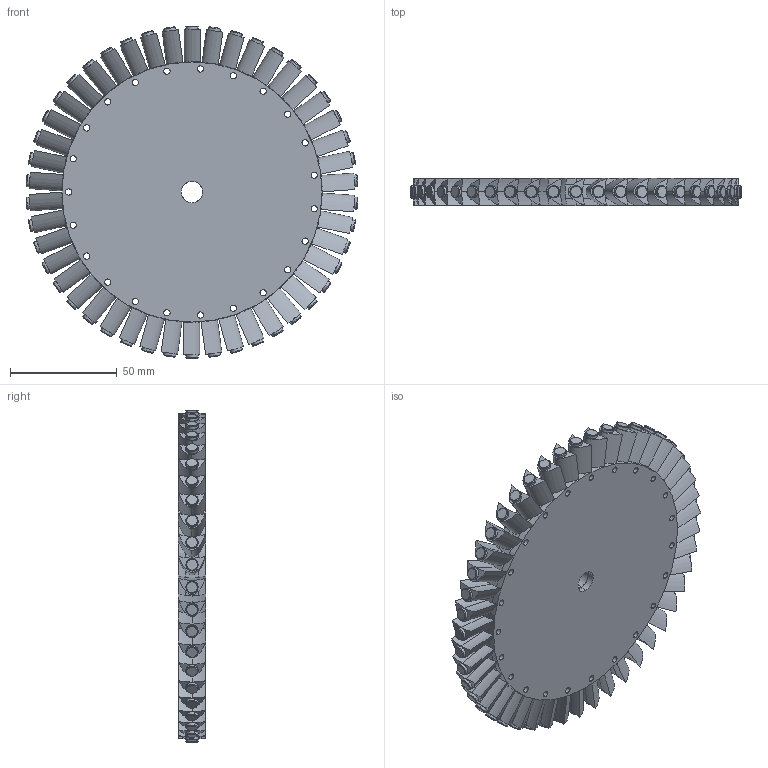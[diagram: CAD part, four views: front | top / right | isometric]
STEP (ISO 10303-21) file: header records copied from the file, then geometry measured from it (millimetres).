
FILE_DESCRIPTION (( 'STEP AP214' ), '1' );
FILE_NAME ('[TP] [Turb] Rotor21.STEP', '2024-04-21T05:06:15', ( '' ), ( '' ), 'SwSTEP 2.0', 'SolidWorks 2023', '' );
FILE_SCHEMA (( 'AUTOMOTIVE_DESIGN' ));
Length unit declared in the file: millimetre
Products named in the file (6): [TP] [Turb] Rotor Blade Mount; [TP] [Turb] Rotor Outer Plate; [TP] [Turb] Rotor Central Spacer; [TP] [Turb] Rotor21; [TP] [Turb] Blade Retaining Bolt - 92220A146_92220A146; [TP] [Turb] Rotor Blade
Assembly tree (96 placements, depth 2):
  [TP] [Turb] Rotor21
    [TP] [Turb] Rotor Blade  x46
    [TP] [Turb] Rotor Outer Plate  x2
    [TP] [Turb] Rotor Blade Mount
    [TP] [Turb] Blade Retaining Bolt - 92220A146_92220A146  x46
    [TP] [Turb] Rotor Central Spacer
Bounding box: 155.56 x 12.7 x 155.57 mm (x, y, z)
Volume: 132131.1 mm3; surface area: 116628.1 mm2
Topology: 96 solids, 96 shells, 1044 faces, 2338 edges, 1528 vertices
Faces by surface type: cylinder 622, plane 238, bspline 92, cone 92
Entity records: 13467 total; most frequent: CARTESIAN_POINT 6420, DIRECTION 1352, ORIENTED_EDGE 1316, EDGE_CURVE 658, AXIS2_PLACEMENT_3D 566, VERTEX_POINT 438, EDGE_LOOP 424, CIRCLE 242
